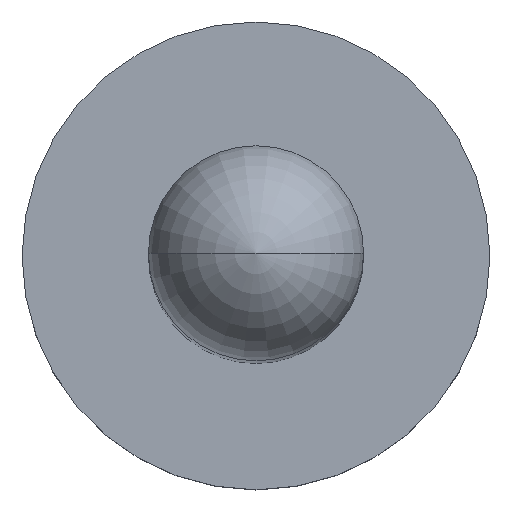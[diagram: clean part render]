
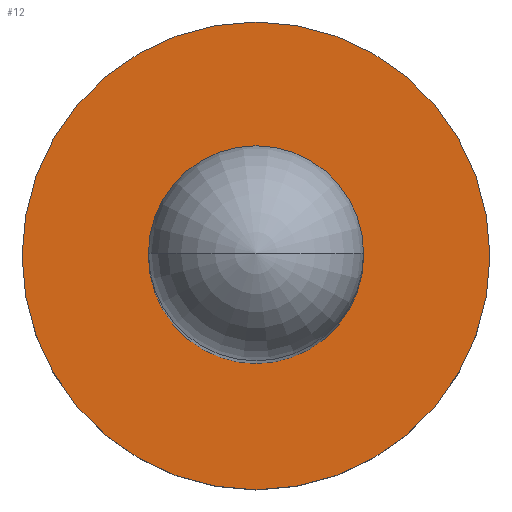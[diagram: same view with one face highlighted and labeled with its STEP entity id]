
A CAD part, top view. The second image highlights one B-rep face of the part: STEP entity #12.
In plain terms, the highlighted planar face has unit normal (0, 0, 1).
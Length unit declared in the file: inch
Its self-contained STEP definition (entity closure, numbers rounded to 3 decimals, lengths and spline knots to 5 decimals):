
#3 = AXIS2_PLACEMENT_3D ( 'NONE', #534, #431, #421 ) ;
#12 = ADVANCED_FACE ( 'NONE', ( #267, #167 ), #434, .F. ) ;
#33 = EDGE_CURVE ( 'NONE', #208, #228, #131, .T. ) ;
#36 = EDGE_CURVE ( 'NONE', #226, #206, #126, .T. ) ;
#97 = CIRCLE ( 'NONE', #362, 0.04349 ) ;
#99 = CIRCLE ( 'NONE', #361, 0.02 ) ;
#126 = CIRCLE ( 'NONE', #658, 0.04349 ) ;
#131 = CIRCLE ( 'NONE', #332, 0.02 ) ;
#167 = FACE_OUTER_BOUND ( 'NONE', #182, .T. ) ;
#182 = EDGE_LOOP ( 'NONE', ( #239, #238 ) ) ;
#197 = EDGE_LOOP ( 'NONE', ( #233, #240 ) ) ;
#206 = VERTEX_POINT ( 'NONE', #470 ) ;
#208 = VERTEX_POINT ( 'NONE', #401 ) ;
#226 = VERTEX_POINT ( 'NONE', #628 ) ;
#228 = VERTEX_POINT ( 'NONE', #544 ) ;
#233 = ORIENTED_EDGE ( 'NONE', *, *, #347, .F. ) ;
#238 = ORIENTED_EDGE ( 'NONE', *, *, #36, .T. ) ;
#239 = ORIENTED_EDGE ( 'NONE', *, *, #349, .T. ) ;
#240 = ORIENTED_EDGE ( 'NONE', *, *, #33, .F. ) ;
#267 = FACE_BOUND ( 'NONE', #197, .T. ) ;
#332 = AXIS2_PLACEMENT_3D ( 'NONE', #483, #596, #478 ) ;
#347 = EDGE_CURVE ( 'NONE', #228, #208, #99, .T. ) ;
#349 = EDGE_CURVE ( 'NONE', #206, #226, #97, .T. ) ;
#361 = AXIS2_PLACEMENT_3D ( 'NONE', #535, #533, #532 ) ;
#362 = AXIS2_PLACEMENT_3D ( 'NONE', #526, #525, #524 ) ;
#384 = DIRECTION ( 'NONE',  ( 1., 0., 0. ) ) ;
#385 = CARTESIAN_POINT ( 'NONE',  ( 0., 0., -0.3 ) ) ;
#401 = CARTESIAN_POINT ( 'NONE',  ( -0.02, 0., -0.3 ) ) ;
#404 = DIRECTION ( 'NONE',  ( 0., 0., 1. ) ) ;
#421 = DIRECTION ( 'NONE',  ( -1., 0., 0. ) ) ;
#431 = DIRECTION ( 'NONE',  ( 0., 0., -1. ) ) ;
#434 = PLANE ( 'NONE',  #3 ) ;
#470 = CARTESIAN_POINT ( 'NONE',  ( 0.04349, 0., -0.3 ) ) ;
#478 = DIRECTION ( 'NONE',  ( 1., 0., 0. ) ) ;
#483 = CARTESIAN_POINT ( 'NONE',  ( 0., 0., -0.3 ) ) ;
#524 = DIRECTION ( 'NONE',  ( 1., 0., 0. ) ) ;
#525 = DIRECTION ( 'NONE',  ( 0., 0., 1. ) ) ;
#526 = CARTESIAN_POINT ( 'NONE',  ( 0., 0., -0.3 ) ) ;
#532 = DIRECTION ( 'NONE',  ( 1., 0., 0. ) ) ;
#533 = DIRECTION ( 'NONE',  ( 0., 0., 1. ) ) ;
#534 = CARTESIAN_POINT ( 'NONE',  ( 0., 0.03, -0.3 ) ) ;
#535 = CARTESIAN_POINT ( 'NONE',  ( 0., 0., -0.3 ) ) ;
#544 = CARTESIAN_POINT ( 'NONE',  ( 0.02, 0., -0.3 ) ) ;
#596 = DIRECTION ( 'NONE',  ( 0., 0., 1. ) ) ;
#628 = CARTESIAN_POINT ( 'NONE',  ( -0.04349, 0., -0.3 ) ) ;
#658 = AXIS2_PLACEMENT_3D ( 'NONE', #385, #404, #384 ) ;
